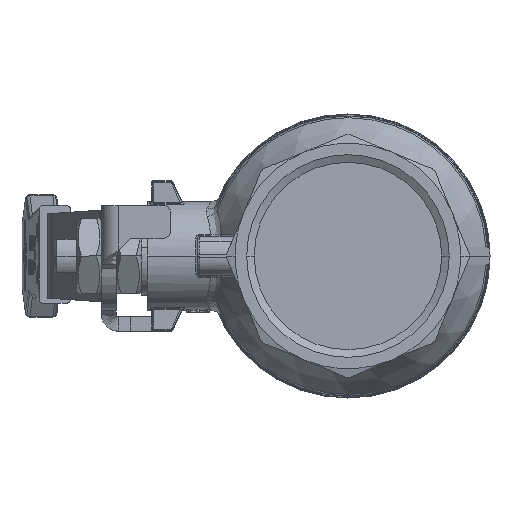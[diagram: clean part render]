
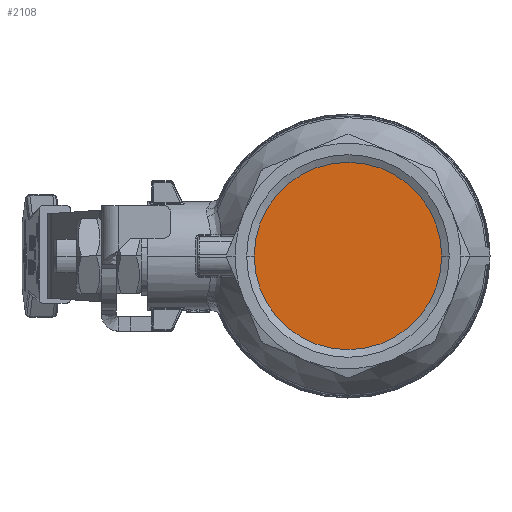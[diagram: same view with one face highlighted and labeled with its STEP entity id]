
A CAD part, left-side view. The second image highlights one B-rep face of the part: STEP entity #2108.
In plain terms, the highlighted planar face has unit normal (-1, 0, 0).
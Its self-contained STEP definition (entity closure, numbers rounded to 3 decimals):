
#2108=ADVANCED_FACE('',(#5684),#5685,.F.);
#5684=FACE_OUTER_BOUND('',#10947,.T.);
#5685=PLANE('',#10948);
#10947=EDGE_LOOP('',(#23408,#23409));
#10948=AXIS2_PLACEMENT_3D('',#23410,#23411,#23412);
#23408=ORIENTED_EDGE('',*,*,#36131,.T.);
#23409=ORIENTED_EDGE('',*,*,#36451,.T.);
#23410=CARTESIAN_POINT('',(-29.5,20.711,0.0));
#23411=DIRECTION('',(1.0,0.,0.));
#23412=DIRECTION('',(0.0,1.0,0.));
#36131=EDGE_CURVE('',#42692,#42694,#42696,.T.);
#36451=EDGE_CURVE('',#42694,#42692,#43157,.T.);
#42692=VERTEX_POINT('',#52430);
#42694=VERTEX_POINT('',#52433);
#42696=CIRCLE('',#52436,22.423);
#43157=CIRCLE('',#53324,22.423);
#52430=CARTESIAN_POINT('',(-29.5,22.423,0.0));
#52433=CARTESIAN_POINT('',(-29.5,-22.423,0.));
#52436=AXIS2_PLACEMENT_3D('',#70283,#70284,#70285);
#53324=AXIS2_PLACEMENT_3D('',#70727,#70728,#70729);
#70283=CARTESIAN_POINT('',(-29.5,0.,0.0));
#70284=DIRECTION('',(-1.0,0.,0.0));
#70285=DIRECTION('',(0.,1.0,0.0));
#70727=CARTESIAN_POINT('',(-29.5,0.,0.0));
#70728=DIRECTION('',(-1.0,0.,0.0));
#70729=DIRECTION('',(0.,1.0,0.0));
